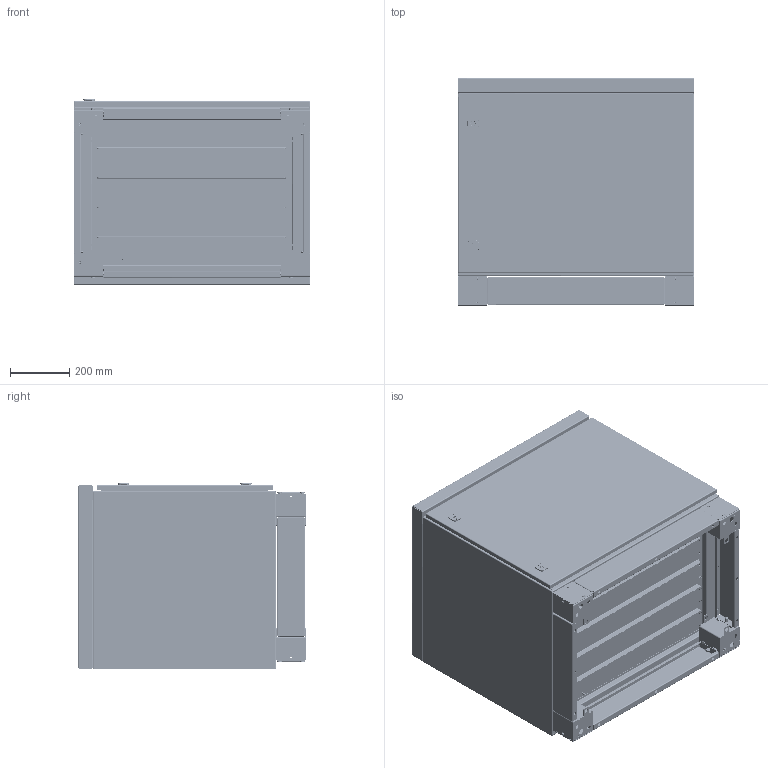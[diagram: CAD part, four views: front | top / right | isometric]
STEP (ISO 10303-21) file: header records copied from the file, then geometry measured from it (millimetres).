
FILE_DESCRIPTION (( 'STEP AP214' ), '1' );
FILE_NAME ('578.600.STEP', '2025-12-02T08:10:14', ( '' ), ( '' ), 'SwSTEP 2.0', 'SolidWorks 2021', '' );
FILE_SCHEMA (( 'AUTOMOTIVE_DESIGN' ));
Length unit declared in the file: millimetre
Products named in the file (49): 710.160; ﾇ瑟鶴 浯 鶯; Âèíò Ì6õ16 ìåáåëüíûé; 57.080.000.60-03; 578.600; Ïðîñòàâêà 14ìì; 710.160 眈翴錪; 708.100; 剒蜲錪; Øàðíèð ïðèâàðíàÿ ÷àñòü; 57.080.000.00-152; Ãàéêà M6 DIN6923.step; Çàêëåïêà ðåçüáîâàÿ Ì6 øåñòèãðàííàÿ ñ óìåíüøåííûì áîðòîì; Ãàñêåòèíã òóìáû w800; Âòóëêà øàðíèðà; 58.000.060.00; 708.000.02-2; 57.080.060.00-04 捘; Ñêîáà; 57.080.060.00-01; 57.000.060.60-07; 708.100.01; Çàêëåïêà ðåçüáîâàÿ Ì8 øåñòèãðàííàÿ ñ óìåíüøåííûì áîðòîì; 絊膰錪 W800H100D600; 708.100.03; 57.000.060.60-08; 10.000.060.00-06; 57.080.060.00-02; Øàðíèð âíåøíÿÿ ÷àñòü; Øàðíèð îòâåòíàÿ ÷àñòü; 57.080.000.00-151; 710.180; 57.080.000.60-03 捘; 妈眚 DIN 912-󋔉6-Zn; 638.101; Âèíò Ì5õ10 ñ ïîëóêð. ãîëîâêîé; Ëè÷èíêà; din_6798_a_8_4-fst.stp; Êîðïóñ ñ ëîãîòèïîì; Øïèëüêà ïðèâàðíàÿ Ì6õ16 ...
Assembly tree (143 placements, depth 4):
  578.600
    57.080.060.60-02 捘
      57.080.060.00-02
      57.000.060.60-07
      57.000.060.60-08
      57.080.000.00-151
      57.080.000.00-152
      Çàêëåïêà ðåçüáîâàÿ Ì8 øåñòèãðàííàÿ ñ óìåíüøåííûì áîðòîì  x8
      Øïèëüêà ïðèâàðíàÿ Ì6õ25  x4
      Øïèëüêà ïðèâàðíàÿ Ì6õ16  x10
    638.101  x5
    58.000.060.00  x4
    57.080.060.00-04 捘
      57.080.060.00-04
      Çàêëåïêà ðåçüáîâàÿ Ì6 øåñòèãðàííàÿ ñ óìåíüøåííûì áîðòîì  x4
    Ïðîñòàâêà 14ìì  x4
    57.080.060.00-01 捘
      57.080.060.00-01
      Ãàñêåòèíã òóìáû w800
      Øàðíèð ïðèâàðíàÿ ÷àñòü  x2
      10.000.060.00-06  x2
      Øïèëüêà ïðèâàðíàÿ Ì6õ16  x2
    Âòóëêà øàðíèðà  x2
    Øàðíèð âíåøíÿÿ ÷àñòü  x2
    Øàðíèð îòâåòíàÿ ÷àñòü  x2
    絊膰錪 W800H100D600
      708.100  x4
        708.000.02
        708.100.01
        708.100.03
        708.000.02-2
        Çàêëåïêà ðåçüáîâàÿ Ì6 øåñòèãðàííàÿ ñ óìåíüøåííûì áîðòîì
        Âèíò Ì6õ16 ìåáåëüíûé
      710.180  x2
        710.180 眈翴錪
        Çàêëåïêà ðåçüáîâàÿ Ì6 øåñòèãðàííàÿ ñ óìåíüøåííûì áîðòîì
      710.160  x2
        710.160 眈翴錪
        Çàêëåïêà ðåçüáîâàÿ Ì6 øåñòèãðàííàÿ ñ óìåíüøåííûì áîðòîì
    ﾇ瑟鶴 浯 鶯  x2
      Êîðïóñ ñ ëîãîòèïîì
      Ëè÷èíêà
      剒蜲錪
      Ñêîáà
      Óïëîòíèòåëü
    妈眚 DIN 912-󋔉6-Zn  x11
    Øàéáà îöèíêîâàííàÿ Ì8  x11
    Ãàéêà M8 DIN6923.step  x10
    Ãàéêà M6 DIN6923.step  x12
    din_6798_a_8_4-fst.stp
    Âèíò Ì5õ10 ñ ïîëóêð. ãîëîâêîé  x2
    57.080.000.60-03 捘
      57.080.000.60-03
      Øïèëüêà ïðèâàðíàÿ Ì6õ16  x2
Bounding box: 800.5 x 770.8 x 626.7 mm (x, y, z)
Volume: 7239678.2 mm3; surface area: 9209495.1 mm2
Topology: 163 solids, 163 shells, 9755 faces, 25685 edges, 16368 vertices
Faces by surface type: plane 4438, cylinder 4084, cone 568, bspline 367, torus 294, sphere 4
Entity records: 144484 total; most frequent: CARTESIAN_POINT 52576, ORIENTED_EDGE 19528, DIRECTION 15665, EDGE_CURVE 9764, VERTEX_POINT 6216, AXIS2_PLACEMENT_3D 5419, LINE 4827, VECTOR 4827
